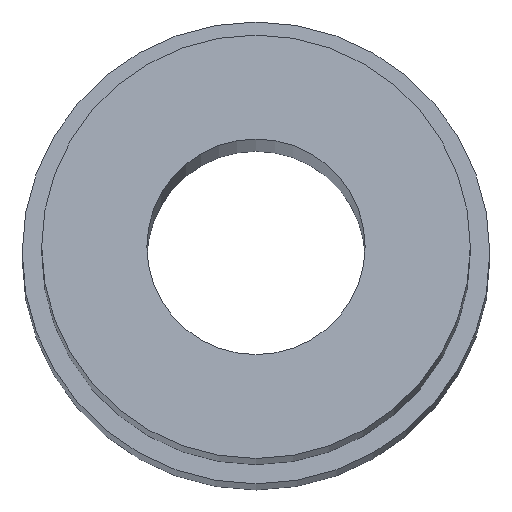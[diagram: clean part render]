
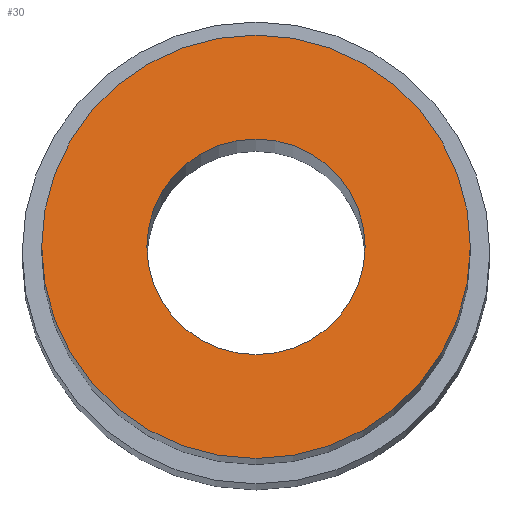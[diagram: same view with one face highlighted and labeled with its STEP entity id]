
A CAD part, top view. The second image highlights one B-rep face of the part: STEP entity #30.
In plain terms, the highlighted planar face has unit normal (0, 0.156, 0.988).
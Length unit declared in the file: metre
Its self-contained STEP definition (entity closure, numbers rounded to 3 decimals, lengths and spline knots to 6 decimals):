
#30 = ADVANCED_FACE( '', ( #59, #60 ), #61, .F. );
#59 = FACE_BOUND( '', #90, .T. );
#60 = FACE_OUTER_BOUND( '', #91, .T. );
#61 = PLANE( '', #92 );
#90 = EDGE_LOOP( '', ( #115 ) );
#91 = EDGE_LOOP( '', ( #116 ) );
#92 = AXIS2_PLACEMENT_3D( '', #117, #118, #119 );
#115 = ORIENTED_EDGE( '', *, *, #151, .F. );
#116 = ORIENTED_EDGE( '', *, *, #152, .T. );
#117 = CARTESIAN_POINT( '', ( 0., -2.613241, 1.304088 ) );
#118 = DIRECTION( '', ( 0., -0.156, -0.988 ) );
#119 = DIRECTION( '', ( 1., 0., 0. ) );
#151 = EDGE_CURVE( '', #163, #163, #164, .F. );
#152 = EDGE_CURVE( '', #165, #165, #166, .F. );
#163 = VERTEX_POINT( '', #181 );
#164 = CIRCLE( '', #182, 0.01778 );
#165 = VERTEX_POINT( '', #183 );
#166 = CIRCLE( '', #184, 0.034925 );
#181 = CARTESIAN_POINT( '', ( 0., -2.595678, 1.301322 ) );
#182 = AXIS2_PLACEMENT_3D( '', #198, #199, #200 );
#183 = CARTESIAN_POINT( '', ( 0., -2.578742, 1.298654 ) );
#184 = AXIS2_PLACEMENT_3D( '', #201, #202, #203 );
#198 = CARTESIAN_POINT( '', ( 0., -2.613241, 1.304088 ) );
#199 = DIRECTION( '', ( 0., -0.156, -0.988 ) );
#200 = DIRECTION( '', ( 0., 0.988, -0.156 ) );
#201 = CARTESIAN_POINT( '', ( 0., -2.613241, 1.304088 ) );
#202 = DIRECTION( '', ( 0., -0.156, -0.988 ) );
#203 = DIRECTION( '', ( 0., 0.988, -0.156 ) );
